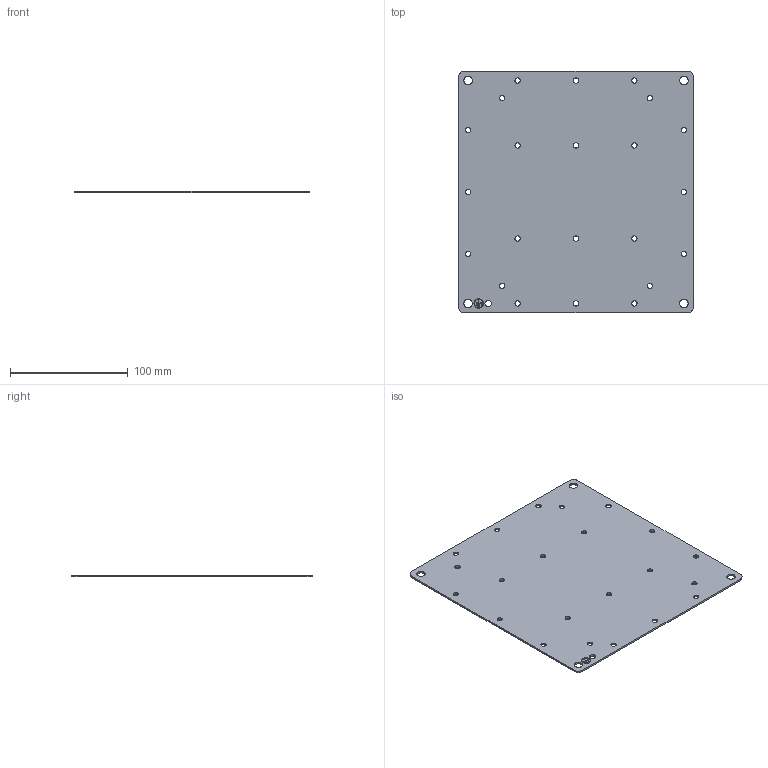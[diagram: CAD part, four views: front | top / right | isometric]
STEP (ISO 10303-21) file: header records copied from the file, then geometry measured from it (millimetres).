
FILE_DESCRIPTION(('CATIA V5 STEP Exchange','CAx-IF Rec.Pracs.--- Model Styling and Organization---1.2---2011-12-15'),'2;1');
FILE_NAME ('D1461568_0_2022060000_2022060000.stp','2018-02-08T12:17:42+00:00',('none'),('Weidmueller'),'CATIA Version 5-6 Release 2014','CATIA V5 STEP AP214','none');
FILE_SCHEMA(('AUTOMOTIVE_DESIGN { 1 0 10303 214 1 1 1 1 }'));
Length unit declared in the file: millimetre
Products named in the file (1): Part11257660000_KTB_MOPL_2626 S2N_H  
Bounding box: 199 x 205 x 1.5 mm (x, y, z)
Volume: 60352.9 mm3; surface area: 82308.5 mm2
Topology: 1 solids, 1 shells, 143 faces, 408 edges, 272 vertices
Faces by surface type: cylinder 116, plane 27
Entity records: 5004 total; most frequent: CARTESIAN_POINT 1385, ORIENTED_EDGE 816, DIRECTION 570, EDGE_CURVE 408, VERTEX_POINT 272, AXIS2_PLACEMENT_3D 259, EDGE_LOOP 202, VECTOR 176
